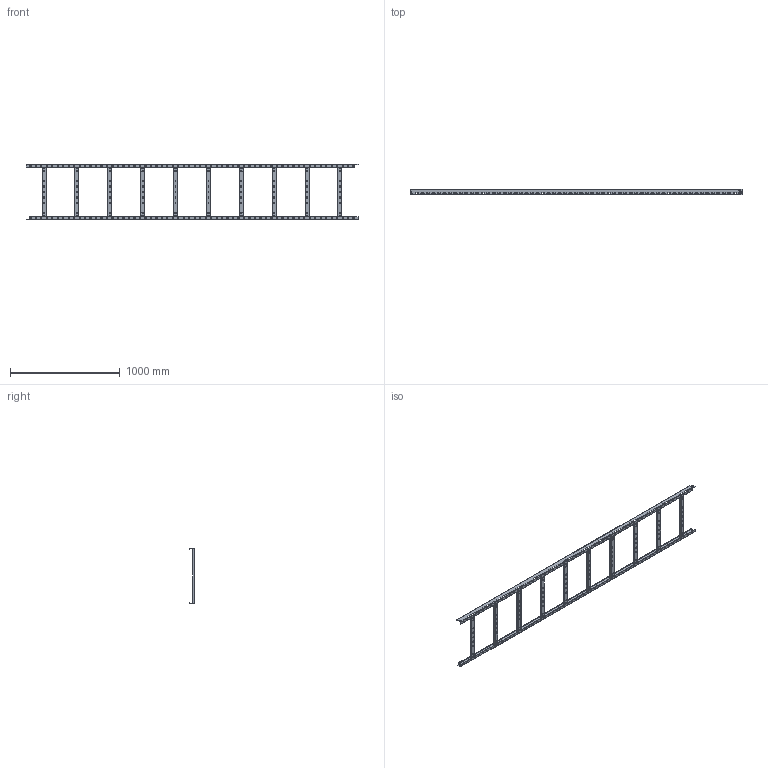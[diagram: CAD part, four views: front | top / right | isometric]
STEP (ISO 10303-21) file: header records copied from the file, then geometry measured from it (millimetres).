
FILE_DESCRIPTION (( 'STEP AP203' ), '1' );
FILE_NAME ('LLK1-050-500 Ëîòîê ëåñòíè÷íûé 50õ500õ3000, 1,2 ìì.STEP', '2016-02-11T11:56:52', ( '' ), ( '' ), 'SwSTEP 2.0', 'SolidWorks 2014', '' );
FILE_SCHEMA (( 'CONFIG_CONTROL_DESIGN' ));
Length unit declared in the file: millimetre
Products named in the file (1): LLK1-050-500 Ëîòîê ëåñòíè÷íûé 50õ500õ3000, 1,2 ìì
Bounding box: 3030 x 50 x 502.4 mm (x, y, z)
Volume: 1048417.1 mm3; surface area: 1602435.2 mm2
Topology: 1 solids, 1 shells, 1484 faces, 4498 edges, 2998 vertices
Faces by surface type: plane 812, cylinder 672
Entity records: 52127 total; most frequent: ORIENTED_EDGE 8996, CARTESIAN_POINT 8981, DIRECTION 8812, EDGE_CURVE 4498, LINE 3154, VECTOR 3154, VERTEX_POINT 2998, AXIS2_PLACEMENT_3D 2829
